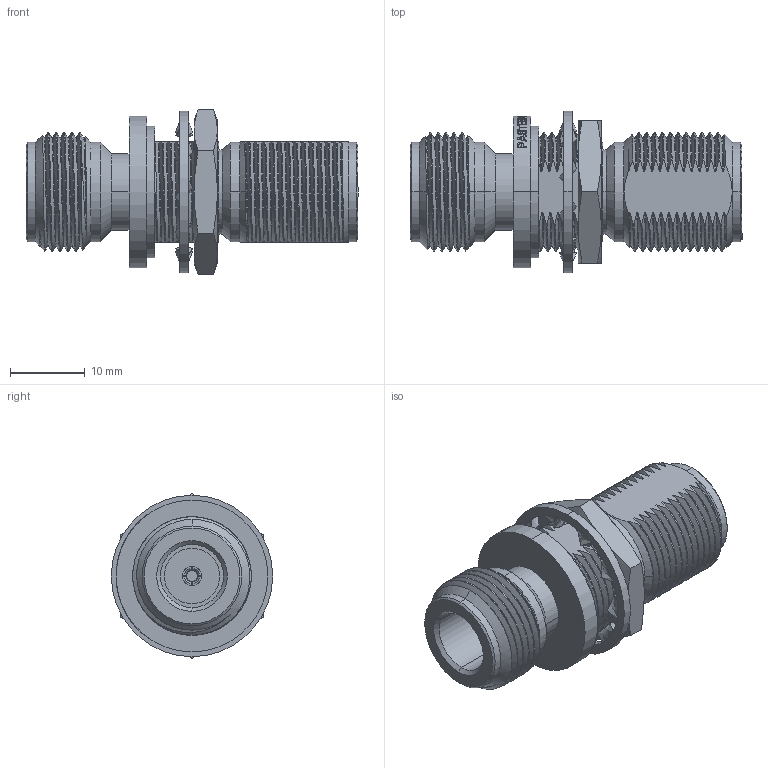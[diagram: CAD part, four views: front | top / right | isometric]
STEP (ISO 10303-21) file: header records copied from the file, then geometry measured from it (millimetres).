
FILE_DESCRIPTION (( 'STEP AP214' ), '1' );
FILE_NAME ('PE93821.STEP', '2017-08-21T16:19:36', ( '' ), ( '' ), 'SwSTEP 2.0', 'SolidWorks 2014', '' );
FILE_SCHEMA (( 'AUTOMOTIVE_DESIGN' ));
Length unit declared in the file: inch
Products named in the file (1): PE93821
Bounding box: 44.45 x 21.59 x 22 mm (x, y, z)
Volume: 6882.7 mm3; surface area: 5409.3 mm2
Topology: 5 solids, 5 shells, 685 faces, 1902 edges, 1257 vertices
Faces by surface type: bspline 379, cylinder 127, plane 127, cone 52
Entity records: 53607 total; most frequent: CARTESIAN_POINT 35045, ORIENTED_EDGE 3804, EDGE_CURVE 1902, DIRECTION 1804, VERTEX_POINT 1257, B_SPLINE_CURVE_WITH_KNOTS 805, EDGE_LOOP 723, VECTOR 704
